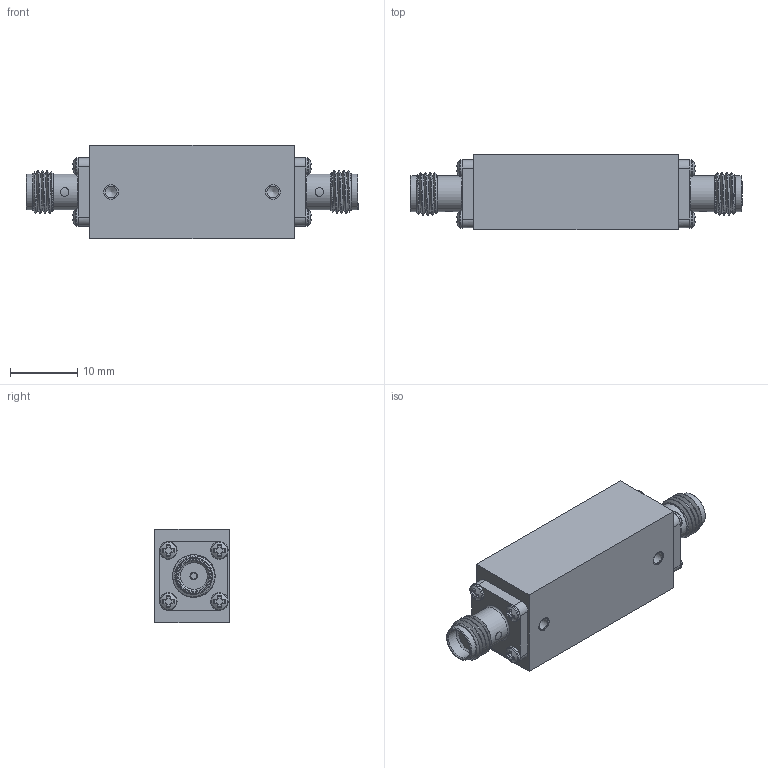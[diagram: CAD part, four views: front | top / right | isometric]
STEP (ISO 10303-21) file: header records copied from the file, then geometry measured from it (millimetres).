
FILE_DESCRIPTION (( 'STEP AP203' ), '1' );
FILE_NAME ('PE87FL1017.step', '2020-01-03T16:31:10', ( '' ), ( '' ), 'SwSTEP 2.0', 'SolidWorks 2018', '' );
FILE_SCHEMA (( 'CONFIG_CONTROL_DESIGN' ));
Length unit declared in the file: inch
Products named in the file (1): PE87FL1017
Bounding box: 49.53 x 11.23 x 13.97 mm (x, y, z)
Volume: 5415.6 mm3; surface area: 2517 mm2
Topology: 1 solids, 1 shells, 285 faces, 748 edges, 492 vertices
Faces by surface type: plane 179, cone 44, cylinder 38, bspline 22, torus 2
Full cylindrical faces by diameter (mm): 0.914 x2, 1.168 x2, 1.778 x2, 2.184 x2, 2.591 x8, 4.521 x2, 5.334 x4
Entity records: 11091 total; most frequent: CARTESIAN_POINT 4754, ORIENTED_EDGE 1372, DIRECTION 1100, EDGE_CURVE 686, VERTEX_POINT 470, AXIS2_PLACEMENT_3D 404, EDGE_LOOP 352, FACE_OUTER_BOUND 317
